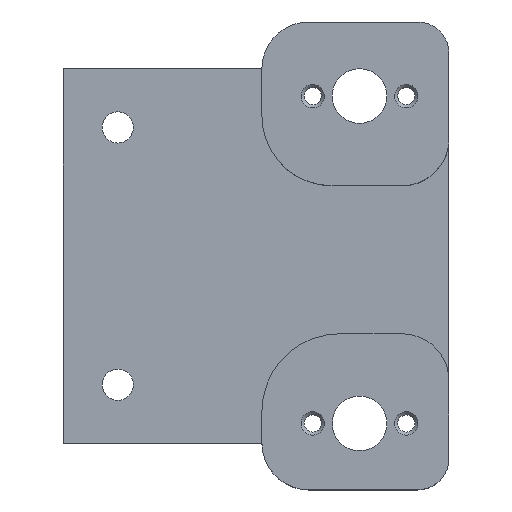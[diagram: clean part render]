
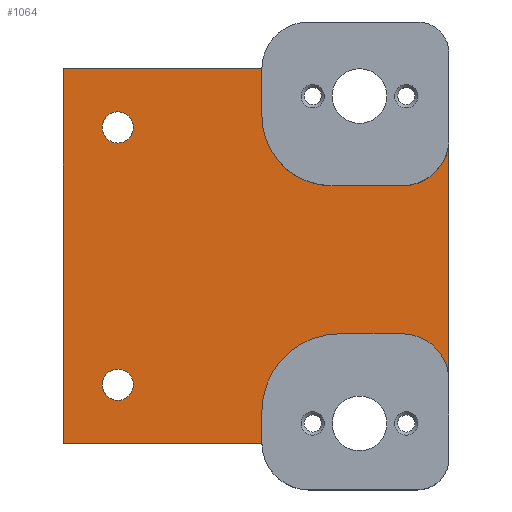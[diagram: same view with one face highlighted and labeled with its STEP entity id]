
A CAD part, top view. The second image highlights one B-rep face of the part: STEP entity #1064.
In plain terms, the highlighted planar face has unit normal (0, 0, 1).
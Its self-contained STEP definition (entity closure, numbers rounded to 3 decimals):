
#23=FACE_BOUND('',#161,.T.);
#24=FACE_BOUND('',#162,.T.);
#52=PLANE('',#1172);
#96=FACE_OUTER_BOUND('',#160,.T.);
#160=EDGE_LOOP('',(#844,#845,#846,#847,#848,#849,#850,#851,#852,#853,#854,
#855));
#161=EDGE_LOOP('',(#856));
#162=EDGE_LOOP('',(#857));
#260=LINE('',#1727,#356);
#267=LINE('',#1746,#363);
#268=LINE('',#1750,#364);
#269=LINE('',#1754,#365);
#270=LINE('',#1756,#366);
#271=LINE('',#1757,#367);
#272=LINE('',#1759,#368);
#273=LINE('',#1763,#369);
#356=VECTOR('',#1392,10.);
#363=VECTOR('',#1411,10.);
#364=VECTOR('',#1414,10.);
#365=VECTOR('',#1417,10.);
#366=VECTOR('',#1418,10.);
#367=VECTOR('',#1419,10.);
#368=VECTOR('',#1420,10.);
#369=VECTOR('',#1423,10.);
#435=CIRCLE('',#1173,6.);
#436=CIRCLE('',#1174,9.);
#437=CIRCLE('',#1175,10.);
#438=CIRCLE('',#1176,6.);
#439=CIRCLE('',#1177,2.);
#440=CIRCLE('',#1178,2.);
#517=VERTEX_POINT('',#1724);
#518=VERTEX_POINT('',#1726);
#523=VERTEX_POINT('',#1744);
#524=VERTEX_POINT('',#1745);
#525=VERTEX_POINT('',#1747);
#526=VERTEX_POINT('',#1749);
#527=VERTEX_POINT('',#1751);
#528=VERTEX_POINT('',#1753);
#529=VERTEX_POINT('',#1755);
#530=VERTEX_POINT('',#1758);
#531=VERTEX_POINT('',#1760);
#532=VERTEX_POINT('',#1762);
#533=VERTEX_POINT('',#1765);
#534=VERTEX_POINT('',#1767);
#638=EDGE_CURVE('',#517,#518,#260,.T.);
#647=EDGE_CURVE('',#523,#524,#267,.T.);
#648=EDGE_CURVE('',#524,#525,#435,.T.);
#649=EDGE_CURVE('',#525,#526,#268,.T.);
#650=EDGE_CURVE('',#526,#527,#436,.T.);
#651=EDGE_CURVE('',#527,#528,#269,.T.);
#652=EDGE_CURVE('',#528,#529,#270,.T.);
#653=EDGE_CURVE('',#518,#529,#271,.T.);
#654=EDGE_CURVE('',#517,#530,#272,.T.);
#655=EDGE_CURVE('',#530,#531,#437,.T.);
#656=EDGE_CURVE('',#531,#532,#273,.T.);
#657=EDGE_CURVE('',#532,#523,#438,.T.);
#658=EDGE_CURVE('',#533,#533,#439,.T.);
#659=EDGE_CURVE('',#534,#534,#440,.T.);
#844=ORIENTED_EDGE('',*,*,#647,.T.);
#845=ORIENTED_EDGE('',*,*,#648,.T.);
#846=ORIENTED_EDGE('',*,*,#649,.T.);
#847=ORIENTED_EDGE('',*,*,#650,.T.);
#848=ORIENTED_EDGE('',*,*,#651,.T.);
#849=ORIENTED_EDGE('',*,*,#652,.T.);
#850=ORIENTED_EDGE('',*,*,#653,.F.);
#851=ORIENTED_EDGE('',*,*,#638,.F.);
#852=ORIENTED_EDGE('',*,*,#654,.T.);
#853=ORIENTED_EDGE('',*,*,#655,.T.);
#854=ORIENTED_EDGE('',*,*,#656,.T.);
#855=ORIENTED_EDGE('',*,*,#657,.T.);
#856=ORIENTED_EDGE('',*,*,#658,.T.);
#857=ORIENTED_EDGE('',*,*,#659,.T.);
#1064=ADVANCED_FACE('',(#96,#23,#24),#52,.T.);
#1172=AXIS2_PLACEMENT_3D('',#1743,#1409,#1410);
#1173=AXIS2_PLACEMENT_3D('',#1748,#1412,#1413);
#1174=AXIS2_PLACEMENT_3D('',#1752,#1415,#1416);
#1175=AXIS2_PLACEMENT_3D('',#1761,#1421,#1422);
#1176=AXIS2_PLACEMENT_3D('',#1764,#1424,#1425);
#1177=AXIS2_PLACEMENT_3D('',#1766,#1426,#1427);
#1178=AXIS2_PLACEMENT_3D('',#1768,#1428,#1429);
#1392=DIRECTION('',(-1.,0.,0.));
#1409=DIRECTION('center_axis',(0.,0.,
1.));
#1410=DIRECTION('ref_axis',(-1.,0.,0.));
#1411=DIRECTION('',(0.,1.,0.));
#1412=DIRECTION('center_axis',(0.,0.,
-1.));
#1413=DIRECTION('ref_axis',(0.,-1.,0.));
#1414=DIRECTION('',(-1.,0.,0.));
#1415=DIRECTION('center_axis',(0.,0.,
-1.));
#1416=DIRECTION('ref_axis',(-1.,0.,0.));
#1417=DIRECTION('',(0.,1.,0.));
#1418=DIRECTION('',(-1.,0.,0.));
#1419=DIRECTION('',(0.,1.,0.));
#1420=DIRECTION('',(0.,1.,0.));
#1421=DIRECTION('center_axis',(0.,0.,
-1.));
#1422=DIRECTION('ref_axis',(0.,1.,0.));
#1423=DIRECTION('',(1.,0.,0.));
#1424=DIRECTION('center_axis',(0.,0.,
-1.));
#1425=DIRECTION('ref_axis',(1.,0.,0.));
#1426=DIRECTION('center_axis',(0.,0.,
-1.));
#1427=DIRECTION('ref_axis',(1.,0.,0.));
#1428=DIRECTION('center_axis',(0.,0.,
-1.));
#1429=DIRECTION('ref_axis',(1.,0.,0.));
#1724=CARTESIAN_POINT('',(178.47,-23.5,-0.419));
#1726=CARTESIAN_POINT('',(152.97,-23.5,-0.419));
#1727=CARTESIAN_POINT('',(162.97,-23.5,-0.419));
#1743=CARTESIAN_POINT('Origin',(190.47,27.499,-0.419));
#1744=CARTESIAN_POINT('',(202.47,-15.5,-0.419));
#1745=CARTESIAN_POINT('',(202.47,15.5,-0.419));
#1746=CARTESIAN_POINT('',(202.47,1.999,-0.419));
#1747=CARTESIAN_POINT('',(196.47,9.5,-0.419));
#1748=CARTESIAN_POINT('Origin',(196.47,15.5,-0.419));
#1749=CARTESIAN_POINT('',(187.47,9.5,-0.419));
#1750=CARTESIAN_POINT('',(188.97,9.5,-0.419));
#1751=CARTESIAN_POINT('',(178.47,18.5,-0.419));
#1752=CARTESIAN_POINT('Origin',(187.47,18.5,-0.419));
#1753=CARTESIAN_POINT('',(178.47,24.5,-0.419));
#1754=CARTESIAN_POINT('',(178.47,25.999,-0.419));
#1755=CARTESIAN_POINT('',(152.97,24.5,-0.419));
#1756=CARTESIAN_POINT('',(162.97,24.5,-0.419));
#1757=CARTESIAN_POINT('',(152.97,-23.5,-0.419));
#1758=CARTESIAN_POINT('',(178.47,-19.5,-0.419));
#1759=CARTESIAN_POINT('',(178.47,4.,-0.419));
#1760=CARTESIAN_POINT('',(188.47,-9.5,-0.419));
#1761=CARTESIAN_POINT('Origin',(188.47,-19.5,-0.419));
#1762=CARTESIAN_POINT('',(196.47,-9.5,-0.419));
#1763=CARTESIAN_POINT('',(193.47,-9.5,-0.419));
#1764=CARTESIAN_POINT('Origin',(196.47,-15.5,-0.419));
#1765=CARTESIAN_POINT('',(158.,17.,-0.419));
#1766=CARTESIAN_POINT('Origin',(160.,17.,-0.419));
#1767=CARTESIAN_POINT('',(158.,-16.,-0.419));
#1768=CARTESIAN_POINT('Origin',(160.,-16.,-0.419));
